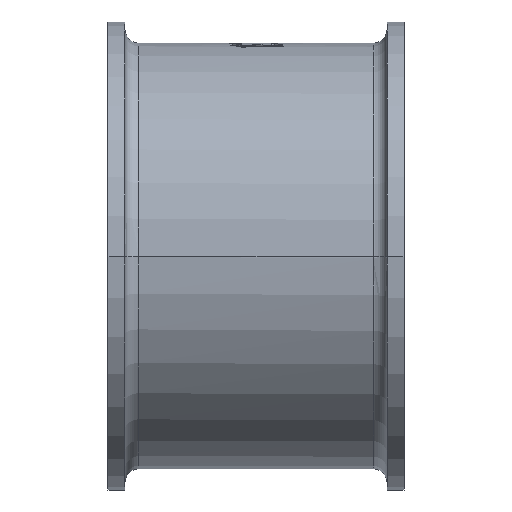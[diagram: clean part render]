
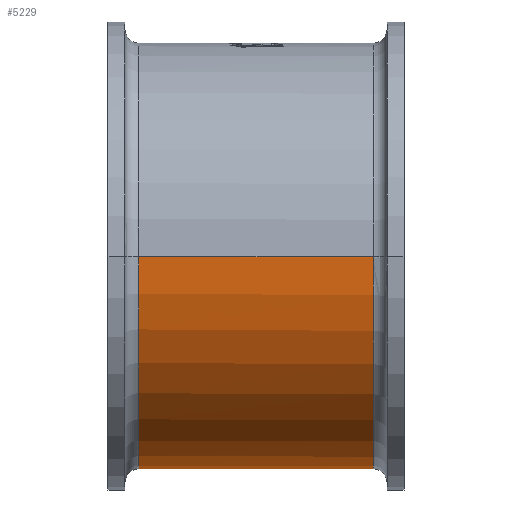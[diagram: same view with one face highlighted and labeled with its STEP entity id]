
A CAD part, left-side view. The second image highlights one B-rep face of the part: STEP entity #5229.
In plain terms, the highlighted cylindrical face has radius 7.55 mm (diameter 15.1 mm), a partial arc.
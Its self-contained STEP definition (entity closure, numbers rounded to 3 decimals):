
#2994=CARTESIAN_POINT('',(0.,-4.15,0.));
#2995=DIRECTION('',(0.,1.,0.));
#2996=DIRECTION('',(1.,0.,0.));
#2997=AXIS2_PLACEMENT_3D('',#2994,#2995,#2996);
#3002=CARTESIAN_POINT('',(0.,-4.15,0.));
#3003=DIRECTION('',(0.,1.,0.));
#3004=DIRECTION('',(-1.,0.,-0.007));
#3005=AXIS2_PLACEMENT_3D('',#3002,#3003,#3004);
#3050=DIRECTION('',(0.,-1.,0.));
#3051=VECTOR('',#3050,8.3);
#3052=CARTESIAN_POINT('',(7.55,4.15,0.));
#3053=LINE('',#3052,#3051);
#3550=CARTESIAN_POINT('',(0.,4.15,0.));
#3551=DIRECTION('',(0.,-1.,0.));
#3552=DIRECTION('',(-1.,0.,0.));
#3553=AXIS2_PLACEMENT_3D('',#3550,#3551,#3552);
#3558=CARTESIAN_POINT('',(0.,4.15,0.));
#3559=DIRECTION('',(0.,-1.,0.));
#3560=DIRECTION('',(1.,0.,-0.005));
#3561=AXIS2_PLACEMENT_3D('',#3558,#3559,#3560);
#3574=DIRECTION('',(0.,-1.,0.));
#3575=VECTOR('',#3574,8.3);
#3576=CARTESIAN_POINT('',(-7.55,4.15,0.));
#3577=LINE('',#3576,#3575);
#4496=CARTESIAN_POINT('',(7.55,-4.15,0.));
#4497=VERTEX_POINT('',#4496);
#4498=CARTESIAN_POINT('',(-7.55,-4.15,-0.056));
#4499=VERTEX_POINT('',#4498);
#4500=CARTESIAN_POINT('',(-7.55,-4.15,0.));
#4501=VERTEX_POINT('',#4500);
#4504=CARTESIAN_POINT('',(7.55,4.15,0.));
#4506=VERTEX_POINT('',#4504);
#4508=CARTESIAN_POINT('',(-7.55,4.15,0.));
#4509=VERTEX_POINT('',#4508);
#4582=CARTESIAN_POINT('',(7.55,4.15,-0.04));
#4583=VERTEX_POINT('',#4582);
#5216=CARTESIAN_POINT('',(0.,0.,0.));
#5217=DIRECTION('',(0.,-1.,0.));
#5218=DIRECTION('',(-1.,0.,0.));
#5219=AXIS2_PLACEMENT_3D('',#5216,#5217,#5218);
#5220=CYLINDRICAL_SURFACE('',#5219,7.55);
#5221=ORIENTED_EDGE('',*,*,#5203,.F.);
#5222=ORIENTED_EDGE('',*,*,#5201,.F.);
#5223=ORIENTED_EDGE('',*,*,#4914,.T.);
#5224=ORIENTED_EDGE('',*,*,#4864,.F.);
#5225=ORIENTED_EDGE('',*,*,#4862,.F.);
#5226=ORIENTED_EDGE('',*,*,#4910,.F.);
#5227=EDGE_LOOP('',(#5221,#5222,#5223,#5224,#5225,#5226));
#5228=FACE_OUTER_BOUND('',#5227,.F.);
#2998=CIRCLE('',#2997,7.55);
#3006=CIRCLE('',#3005,7.55);
#3554=CIRCLE('',#3553,7.55);
#3562=CIRCLE('',#3561,7.55);
#4862=EDGE_CURVE('',#4497,#4499,#2998,.T.);
#4864=EDGE_CURVE('',#4499,#4501,#3006,.T.);
#4910=EDGE_CURVE('',#4506,#4497,#3053,.T.);
#4914=EDGE_CURVE('',#4509,#4501,#3577,.T.);
#5201=EDGE_CURVE('',#4509,#4583,#3554,.T.);
#5203=EDGE_CURVE('',#4583,#4506,#3562,.T.);
#5229=ADVANCED_FACE('',(#5228),#5220,.T.);
